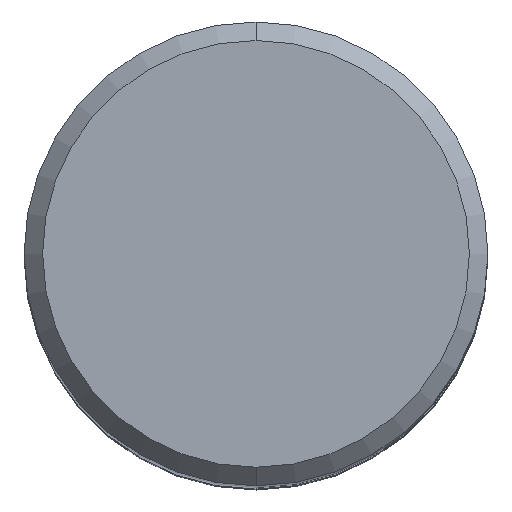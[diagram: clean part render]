
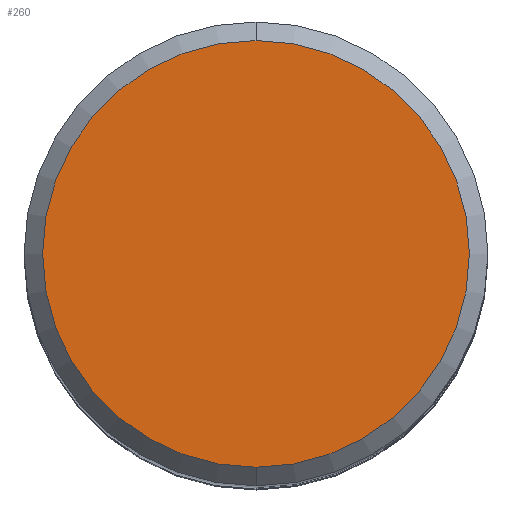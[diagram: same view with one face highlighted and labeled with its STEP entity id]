
A CAD part, top view. The second image highlights one B-rep face of the part: STEP entity #260.
In plain terms, the highlighted planar face has unit normal (0, 0, 1).
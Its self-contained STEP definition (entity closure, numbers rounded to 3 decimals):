
#122=VERTEX_POINT('',#311);
#124=EDGE_CURVE('',#130,#122,#313,.T.);
#130=VERTEX_POINT('',#319);
#198=EDGE_CURVE('',#122,#130,#398,.T.);
#260=ADVANCED_FACE('',(#468),#469,.T.);
#311=CARTESIAN_POINT('',(0.0,11.5,0.0));
#313=CIRCLE('',#522,11.5);
#319=CARTESIAN_POINT('',(0.,-11.5,0.0));
#398=CIRCLE('',#626,11.5);
#468=FACE_OUTER_BOUND('',#716,.T.);
#469=PLANE('',#717);
#522=AXIS2_PLACEMENT_3D('',#760,#761,#762);
#626=AXIS2_PLACEMENT_3D('',#882,#883,#884);
#716=EDGE_LOOP('',(#967,#968));
#717=AXIS2_PLACEMENT_3D('',#969,#970,#971);
#760=CARTESIAN_POINT('',(0.0,0.0,0.0));
#761=DIRECTION('',(0.0,0.0,-1.0));
#762=DIRECTION('',(0.0,1.0,0.0));
#882=CARTESIAN_POINT('',(0.0,0.0,0.0));
#883=DIRECTION('',(0.0,0.0,-1.0));
#884=DIRECTION('',(0.0,1.0,0.0));
#967=ORIENTED_EDGE('',*,*,#198,.F.);
#968=ORIENTED_EDGE('',*,*,#124,.F.);
#969=CARTESIAN_POINT('',(0.0,5.75,0.0));
#970=DIRECTION('',(-0.0,0.0,1.0));
#971=DIRECTION('',(0.0,-1.0,0.0));
